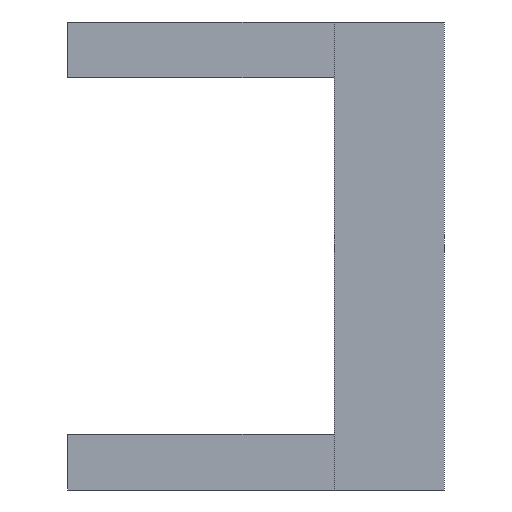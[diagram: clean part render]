
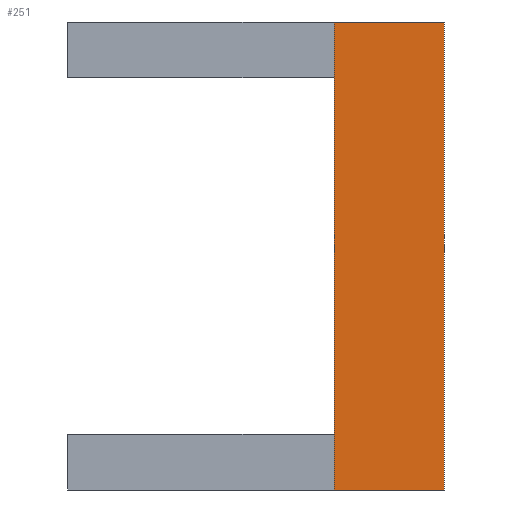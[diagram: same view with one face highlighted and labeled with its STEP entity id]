
A CAD part, front view. The second image highlights one B-rep face of the part: STEP entity #251.
In plain terms, the highlighted planar face has unit normal (0, -1, 0).
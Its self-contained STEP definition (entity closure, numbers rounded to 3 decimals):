
#17=FACE_OUTER_BOUND('',#31,.T.);
#31=EDGE_LOOP('',(#175,#176,#177,#178));
#44=LINE('',#367,#78);
#51=LINE('',#382,#85);
#52=LINE('',#384,#86);
#53=LINE('',#385,#87);
#78=VECTOR('',#302,10.);
#85=VECTOR('',#313,10.);
#86=VECTOR('',#314,10.);
#87=VECTOR('',#315,10.);
#112=VERTEX_POINT('',#364);
#113=VERTEX_POINT('',#366);
#119=VERTEX_POINT('',#381);
#120=VERTEX_POINT('',#383);
#134=EDGE_CURVE('',#112,#113,#44,.T.);
#141=EDGE_CURVE('',#112,#119,#51,.T.);
#142=EDGE_CURVE('',#119,#120,#52,.T.);
#143=EDGE_CURVE('',#120,#113,#53,.T.);
#175=ORIENTED_EDGE('',*,*,#141,.T.);
#176=ORIENTED_EDGE('',*,*,#142,.T.);
#177=ORIENTED_EDGE('',*,*,#143,.T.);
#178=ORIENTED_EDGE('',*,*,#134,.F.);
#237=PLANE('',#285);
#251=ADVANCED_FACE('',(#17),#237,.F.);
#285=AXIS2_PLACEMENT_3D('',#380,#311,#312);
#302=DIRECTION('',(0.,0.,-1.));
#311=DIRECTION('center_axis',(0.,1.,0.));
#312=DIRECTION('ref_axis',(0.,0.,1.));
#313=DIRECTION('',(-1.,0.,0.));
#314=DIRECTION('',(0.,0.,-1.));
#315=DIRECTION('',(1.,0.,0.));
#364=CARTESIAN_POINT('',(11.105,0.,12.55));
#366=CARTESIAN_POINT('',(11.105,0.,-12.55));
#367=CARTESIAN_POINT('',(11.105,0.,12.55));
#380=CARTESIAN_POINT('Origin',(0.,0.,0.));
#381=CARTESIAN_POINT('',(5.195,0.,12.55));
#382=CARTESIAN_POINT('',(8.128,0.,12.55));
#383=CARTESIAN_POINT('',(5.195,0.,-12.55));
#384=CARTESIAN_POINT('',(5.195,0.,-6.));
#385=CARTESIAN_POINT('',(9.105,0.,-12.55));
